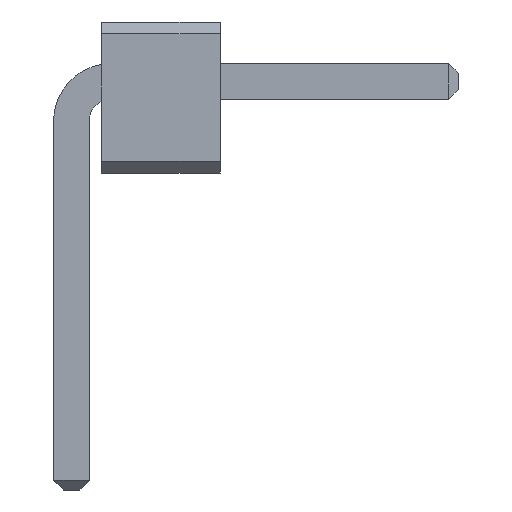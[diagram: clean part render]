
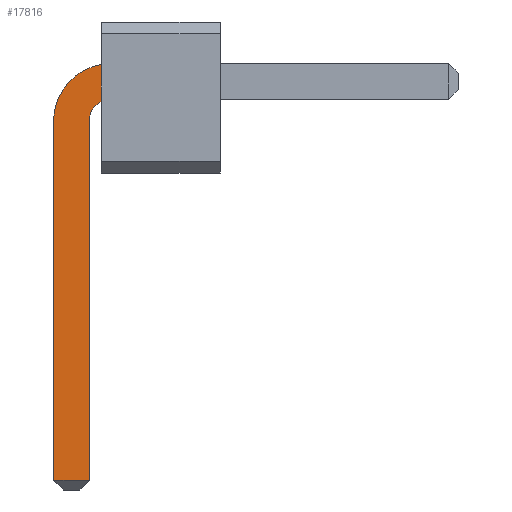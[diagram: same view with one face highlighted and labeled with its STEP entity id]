
A CAD part, front view. The second image highlights one B-rep face of the part: STEP entity #17816.
In plain terms, the highlighted planar face has unit normal (0, -1, 0).
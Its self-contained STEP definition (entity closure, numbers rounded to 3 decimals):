
#6018 = VERTEX_POINT('',#6019);
#6019 = CARTESIAN_POINT('',(0.25,-36.15,0.779));
#6027 = EDGE_CURVE('',#6018,#6028,#6030,.T.);
#6028 = VERTEX_POINT('',#6029);
#6029 = CARTESIAN_POINT('',(0.25,-36.15,0.467));
#6030 = LINE('',#6031,#6032);
#6031 = CARTESIAN_POINT('',(0.25,-36.15,0.1));
#6032 = VECTOR('',#6033,1.);
#6033 = DIRECTION('',(0.,0.,-1.));
#17731 = VERTEX_POINT('',#17732);
#17732 = CARTESIAN_POINT('',(-0.15,-36.15,0.335));
#17738 = EDGE_CURVE('',#17731,#6018,#17739,.T.);
#17739 = CIRCLE('',#17740,0.485);
#17740 = AXIS2_PLACEMENT_3D('',#17741,#17742,#17743);
#17741 = CARTESIAN_POINT('',(0.333,-36.15,0.302));
#17742 = DIRECTION('',(0.,1.,0.));
#17743 = DIRECTION('',(-0.998,0.,
0.069));
#17797 = EDGE_CURVE('',#6028,#17798,#17800,.T.);
#17798 = VERTEX_POINT('',#17799);
#17799 = CARTESIAN_POINT('',(0.15,-36.15,0.335));
#17800 = CIRCLE('',#17801,0.194);
#17801 = AXIS2_PLACEMENT_3D('',#17802,#17803,#17804);
#17802 = CARTESIAN_POINT('',(0.34,-36.15,0.295));
#17803 = DIRECTION('',(0.,-1.,0.));
#17804 = DIRECTION('',(-0.207,0.,0.978
));
#17816 = ADVANCED_FACE('',(#17817),#17844,.F.);
#17817 = FACE_BOUND('',#17818,.F.);
#17818 = EDGE_LOOP('',(#17819,#17820,#17821,#17829,#17837,#17843));
#17819 = ORIENTED_EDGE('',*,*,#6027,.T.);
#17820 = ORIENTED_EDGE('',*,*,#17797,.T.);
#17821 = ORIENTED_EDGE('',*,*,#17822,.T.);
#17822 = EDGE_CURVE('',#17798,#17823,#17825,.T.);
#17823 = VERTEX_POINT('',#17824);
#17824 = CARTESIAN_POINT('',(0.15,-36.15,-2.72));
#17825 = LINE('',#17826,#17827);
#17826 = CARTESIAN_POINT('',(0.15,-36.15,0.335));
#17827 = VECTOR('',#17828,1.);
#17828 = DIRECTION('',(0.,0.,-1.));
#17829 = ORIENTED_EDGE('',*,*,#17830,.T.);
#17830 = EDGE_CURVE('',#17823,#17831,#17833,.T.);
#17831 = VERTEX_POINT('',#17832);
#17832 = CARTESIAN_POINT('',(-0.15,-36.15,-2.72));
#17833 = LINE('',#17834,#17835);
#17834 = CARTESIAN_POINT('',(0.15,-36.15,-2.72));
#17835 = VECTOR('',#17836,1.);
#17836 = DIRECTION('',(-1.,0.,0.));
#17837 = ORIENTED_EDGE('',*,*,#17838,.T.);
#17838 = EDGE_CURVE('',#17831,#17731,#17839,.T.);
#17839 = LINE('',#17840,#17841);
#17840 = CARTESIAN_POINT('',(-0.15,-36.15,-2.8));
#17841 = VECTOR('',#17842,1.);
#17842 = DIRECTION('',(0.,0.,1.));
#17843 = ORIENTED_EDGE('',*,*,#17738,.T.);
#17844 = PLANE('',#17845);
#17845 = AXIS2_PLACEMENT_3D('',#17846,#17847,#17848);
#17846 = CARTESIAN_POINT('',(0.841,-36.15,-0.301));
#17847 = DIRECTION('',(0.,1.,-0.));
#17848 = DIRECTION('',(0.,0.,-1.));
